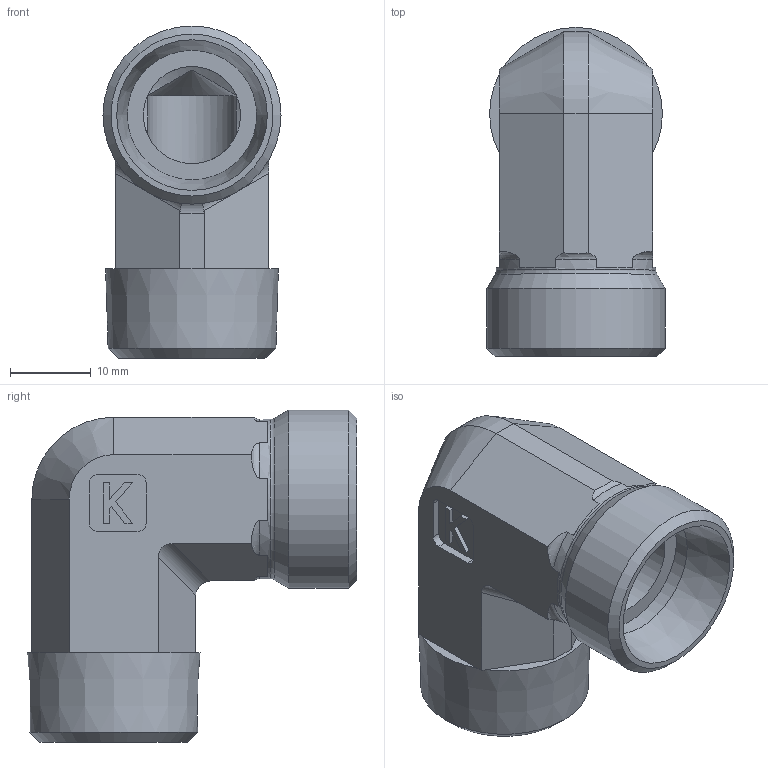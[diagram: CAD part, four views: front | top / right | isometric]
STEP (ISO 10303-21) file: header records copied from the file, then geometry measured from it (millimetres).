
FILE_DESCRIPTION((''),'2;1');
FILE_NAME('2300216482201.stp','2014-08-27T10:47:03',(''),('KNOMI spol. s r. o.'),'Autodesk Inventor 2012','Autodesk Inventor 2012','');
FILE_SCHEMA(('AUTOMOTIVE_DESIGN { 1 2 10303 214 0 1 1 1 }'));
Length unit declared in the file: millimetre
Products named in the file (1): LHCR2 Js13kuž R1/2/M22   i=11mm
Bounding box: 22 x 40.67 x 41 mm (x, y, z)
Volume: 12153.8 mm3; surface area: 6568 mm2
Topology: 1 solids, 1 shells, 86 faces, 225 edges, 144 vertices
Faces by surface type: plane 53, cylinder 14, cone 12, torus 7
Full cylindrical faces by diameter (mm): 11 x1, 12 x1, 16 x1, 19.7 x1, 22 x1
Entity records: 2673 total; most frequent: CARTESIAN_POINT 627, DIRECTION 416, ORIENTED_EDGE 410, EDGE_CURVE 205, AXIS2_PLACEMENT_3D 147, VERTEX_POINT 137, VECTOR 122, LINE 122
